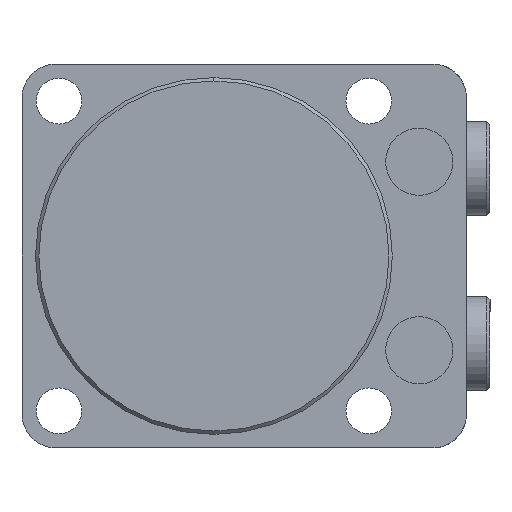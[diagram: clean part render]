
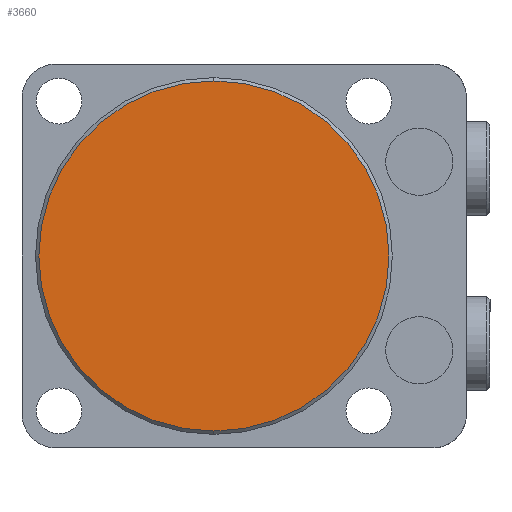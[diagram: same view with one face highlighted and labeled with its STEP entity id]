
A CAD part, front view. The second image highlights one B-rep face of the part: STEP entity #3660.
In plain terms, the highlighted planar face has unit normal (0, -1, 0).
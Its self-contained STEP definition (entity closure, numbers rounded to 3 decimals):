
#254 = FACE_OUTER_BOUND ( 'NONE', #2636, .T. ) ;
#1015 = EDGE_CURVE ( 'NONE', #2563, #2826, #2080, .T. ) ;
#1027 = EDGE_CURVE ( 'NONE', #2826, #2563, #1891, .T. ) ;
#1285 = DIRECTION ( 'NONE',  ( 0., 0., 1. ) ) ;
#1286 = DIRECTION ( 'NONE',  ( 0., 1., 0. ) ) ;
#1289 = PLANE ( 'NONE',  #2405 ) ;
#1294 = CARTESIAN_POINT ( 'NONE',  ( 0., 0., 0. ) ) ;
#1516 = CARTESIAN_POINT ( 'NONE',  ( 0., 0., 26. ) ) ;
#1891 = CIRCLE ( 'NONE', #2404, 26. ) ;
#2080 = CIRCLE ( 'NONE', #2412, 26. ) ;
#2305 = CARTESIAN_POINT ( 'NONE',  ( 0., 0., -26. ) ) ;
#2404 = AXIS2_PLACEMENT_3D ( 'NONE', #3735, #3737, #3738 ) ;
#2405 = AXIS2_PLACEMENT_3D ( 'NONE', #1294, #1286, #1285 ) ;
#2412 = AXIS2_PLACEMENT_3D ( 'NONE', #3286, #3285, #3284 ) ;
#2563 = VERTEX_POINT ( 'NONE', #2305 ) ;
#2636 = EDGE_LOOP ( 'NONE', ( #2733, #2738 ) ) ;
#2733 = ORIENTED_EDGE ( 'NONE', *, *, #1027, .T. ) ;
#2738 = ORIENTED_EDGE ( 'NONE', *, *, #1015, .T. ) ;
#2826 = VERTEX_POINT ( 'NONE', #1516 ) ;
#3284 = DIRECTION ( 'NONE',  ( 0., 0., 1. ) ) ;
#3285 = DIRECTION ( 'NONE',  ( 0., -1., 0. ) ) ;
#3286 = CARTESIAN_POINT ( 'NONE',  ( 0., 0., 0. ) ) ;
#3660 = ADVANCED_FACE ( 'NONE', ( #254 ), #1289, .F. ) ;
#3735 = CARTESIAN_POINT ( 'NONE',  ( 0., 0., 0. ) ) ;
#3737 = DIRECTION ( 'NONE',  ( 0., -1., 0. ) ) ;
#3738 = DIRECTION ( 'NONE',  ( 0., 0., 1. ) ) ;
